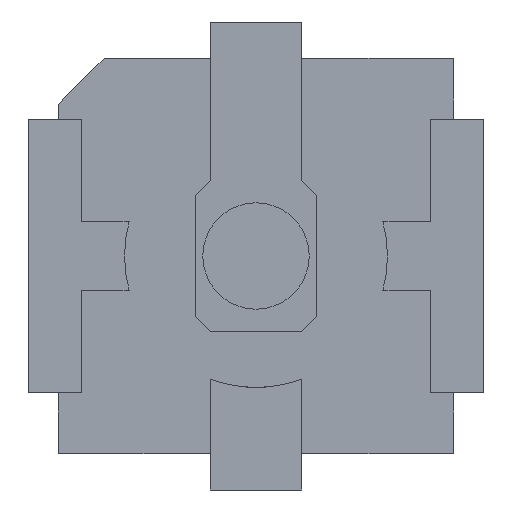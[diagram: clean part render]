
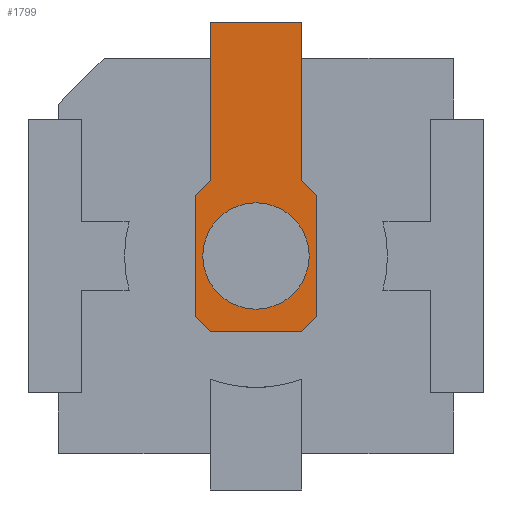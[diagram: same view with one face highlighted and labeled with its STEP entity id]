
A CAD part, front view. The second image highlights one B-rep face of the part: STEP entity #1799.
In plain terms, the highlighted planar face has unit normal (0, -1, 0).
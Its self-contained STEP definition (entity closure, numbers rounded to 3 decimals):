
#10 = VERTEX_POINT ( 'NONE', #1504 ) ;
#158 = VECTOR ( 'NONE', #2416, 1000. ) ;
#163 = EDGE_CURVE ( 'NONE', #3102, #2378, #1029, .T. ) ;
#170 = LINE ( 'NONE', #457, #1292 ) ;
#182 = CARTESIAN_POINT ( 'NONE',  ( -0.4, 0.01, -0.4 ) ) ;
#210 = CIRCLE ( 'NONE', #1776, 0.35 ) ;
#246 = LINE ( 'NONE', #1312, #277 ) ;
#250 = CARTESIAN_POINT ( 'NONE',  ( 0., 0.01, 0. ) ) ;
#251 = VERTEX_POINT ( 'NONE', #1264 ) ;
#277 = VECTOR ( 'NONE', #1076, 1000. ) ;
#356 = CARTESIAN_POINT ( 'NONE',  ( -0.3, 0.01, -0.5 ) ) ;
#385 = EDGE_CURVE ( 'NONE', #828, #1064, #896, .T. ) ;
#407 = EDGE_CURVE ( 'NONE', #1338, #631, #2437, .T. ) ;
#420 = DIRECTION ( 'NONE',  ( 0.707, 0., -0.707 ) ) ;
#457 = CARTESIAN_POINT ( 'NONE',  ( -0.4, 0.01, -0.5 ) ) ;
#465 = ORIENTED_EDGE ( 'NONE', *, *, #1587, .F. ) ;
#547 = VECTOR ( 'NONE', #3035, 1000. ) ;
#573 = DIRECTION ( 'NONE',  ( 0., 0., -1. ) ) ;
#577 = DIRECTION ( 'NONE',  ( 0., -1., 0. ) ) ;
#585 = VERTEX_POINT ( 'NONE', #2514 ) ;
#631 = VERTEX_POINT ( 'NONE', #1681 ) ;
#673 = FACE_BOUND ( 'NONE', #1604, .T. ) ;
#698 = DIRECTION ( 'NONE',  ( -0.707, 0., -0.707 ) ) ;
#716 = VECTOR ( 'NONE', #573, 1000. ) ;
#796 = DIRECTION ( 'NONE',  ( 0., 0., -1. ) ) ;
#828 = VERTEX_POINT ( 'NONE', #1907 ) ;
#839 = VECTOR ( 'NONE', #698, 1000. ) ;
#848 = EDGE_CURVE ( 'NONE', #2378, #3102, #210, .T. ) ;
#896 = LINE ( 'NONE', #356, #547 ) ;
#911 = PLANE ( 'NONE',  #1278 ) ;
#938 = CARTESIAN_POINT ( 'NONE',  ( 0.4, 0.01, -0.4 ) ) ;
#972 = CARTESIAN_POINT ( 'NONE',  ( 0., 0.01, 0.35 ) ) ;
#1008 = CARTESIAN_POINT ( 'NONE',  ( -0.3, 0.01, 0.5 ) ) ;
#1029 = CIRCLE ( 'NONE', #2167, 0.35 ) ;
#1053 = VECTOR ( 'NONE', #2199, 1000. ) ;
#1064 = VERTEX_POINT ( 'NONE', #182 ) ;
#1076 = DIRECTION ( 'NONE',  ( -1., 0., 0. ) ) ;
#1092 = ORIENTED_EDGE ( 'NONE', *, *, #2864, .F. ) ;
#1100 = EDGE_CURVE ( 'NONE', #3141, #1770, #1506, .T. ) ;
#1125 = LINE ( 'NONE', #938, #839 ) ;
#1199 = ORIENTED_EDGE ( 'NONE', *, *, #407, .F. ) ;
#1208 = DIRECTION ( 'NONE',  ( 0., 1., 0. ) ) ;
#1232 = VECTOR ( 'NONE', #796, 1000. ) ;
#1264 = CARTESIAN_POINT ( 'NONE',  ( 0.3, 0.01, -0.5 ) ) ;
#1278 = AXIS2_PLACEMENT_3D ( 'NONE', #1482, #1208, #1739 ) ;
#1292 = VECTOR ( 'NONE', #2886, 1000. ) ;
#1312 = CARTESIAN_POINT ( 'NONE',  ( -0.4, 0.01, -0.5 ) ) ;
#1324 = DIRECTION ( 'NONE',  ( 0., 0., 1. ) ) ;
#1338 = VERTEX_POINT ( 'NONE', #3312 ) ;
#1365 = ORIENTED_EDGE ( 'NONE', *, *, #1100, .F. ) ;
#1372 = CARTESIAN_POINT ( 'NONE',  ( 0.3, 0.01, -0.5 ) ) ;
#1482 = CARTESIAN_POINT ( 'NONE',  ( -0.4, 0.01, -0.5 ) ) ;
#1489 = ORIENTED_EDGE ( 'NONE', *, *, #385, .F. ) ;
#1504 = CARTESIAN_POINT ( 'NONE',  ( 0.4, 0.01, 0.4 ) ) ;
#1506 = LINE ( 'NONE', #3091, #2690 ) ;
#1516 = ORIENTED_EDGE ( 'NONE', *, *, #3368, .F. ) ;
#1554 = LINE ( 'NONE', #2636, #158 ) ;
#1587 = EDGE_CURVE ( 'NONE', #2683, #3141, #1554, .T. ) ;
#1589 = DIRECTION ( 'NONE',  ( 0., 0., 1. ) ) ;
#1604 = EDGE_LOOP ( 'NONE', ( #3415, #3285 ) ) ;
#1681 = CARTESIAN_POINT ( 'NONE',  ( 0.3, 0.01, 0.5 ) ) ;
#1699 = CARTESIAN_POINT ( 'NONE',  ( -0.4, 0.01, 1.54 ) ) ;
#1739 = DIRECTION ( 'NONE',  ( 0., 0., 1. ) ) ;
#1770 = VERTEX_POINT ( 'NONE', #3085 ) ;
#1776 = AXIS2_PLACEMENT_3D ( 'NONE', #2157, #577, #1324 ) ;
#1799 = ADVANCED_FACE ( 'NONE', ( #673, #3066 ), #911, .F. ) ;
#1907 = CARTESIAN_POINT ( 'NONE',  ( -0.3, 0.01, -0.5 ) ) ;
#1910 = VECTOR ( 'NONE', #420, 1000. ) ;
#1968 = LINE ( 'NONE', #1699, #1053 ) ;
#2087 = LINE ( 'NONE', #2282, #1910 ) ;
#2157 = CARTESIAN_POINT ( 'NONE',  ( 0., 0.01, 0. ) ) ;
#2167 = AXIS2_PLACEMENT_3D ( 'NONE', #250, #3170, #1589 ) ;
#2199 = DIRECTION ( 'NONE',  ( 1., 0., 0. ) ) ;
#2204 = ORIENTED_EDGE ( 'NONE', *, *, #2341, .F. ) ;
#2282 = CARTESIAN_POINT ( 'NONE',  ( 0.3, 0.01, 0.5 ) ) ;
#2341 = EDGE_CURVE ( 'NONE', #251, #828, #246, .T. ) ;
#2378 = VERTEX_POINT ( 'NONE', #2733 ) ;
#2416 = DIRECTION ( 'NONE',  ( 0.707, 0., 0.707 ) ) ;
#2437 = LINE ( 'NONE', #1372, #716 ) ;
#2459 = EDGE_LOOP ( 'NONE', ( #465, #3043, #1489, #2204, #1516, #1092, #3126, #1199, #2553, #1365 ) ) ;
#2514 = CARTESIAN_POINT ( 'NONE',  ( 0.4, 0.01, -0.4 ) ) ;
#2553 = ORIENTED_EDGE ( 'NONE', *, *, #2612, .F. ) ;
#2572 = CARTESIAN_POINT ( 'NONE',  ( -0.4, 0.01, 0.4 ) ) ;
#2612 = EDGE_CURVE ( 'NONE', #1770, #1338, #1968, .T. ) ;
#2622 = DIRECTION ( 'NONE',  ( 0., 0., 1. ) ) ;
#2636 = CARTESIAN_POINT ( 'NONE',  ( -0.4, 0.01, 0.4 ) ) ;
#2683 = VERTEX_POINT ( 'NONE', #2572 ) ;
#2690 = VECTOR ( 'NONE', #2622, 1000. ) ;
#2733 = CARTESIAN_POINT ( 'NONE',  ( 0., 0.01, -0.35 ) ) ;
#2864 = EDGE_CURVE ( 'NONE', #10, #585, #3211, .T. ) ;
#2886 = DIRECTION ( 'NONE',  ( 0., 0., 1. ) ) ;
#3035 = DIRECTION ( 'NONE',  ( -0.707, 0., 0.707 ) ) ;
#3043 = ORIENTED_EDGE ( 'NONE', *, *, #3454, .F. ) ;
#3066 = FACE_OUTER_BOUND ( 'NONE', #2459, .T. ) ;
#3085 = CARTESIAN_POINT ( 'NONE',  ( -0.3, 0.01, 1.54 ) ) ;
#3091 = CARTESIAN_POINT ( 'NONE',  ( -0.3, 0.01, -0.5 ) ) ;
#3102 = VERTEX_POINT ( 'NONE', #972 ) ;
#3126 = ORIENTED_EDGE ( 'NONE', *, *, #3437, .F. ) ;
#3141 = VERTEX_POINT ( 'NONE', #1008 ) ;
#3170 = DIRECTION ( 'NONE',  ( 0., -1., 0. ) ) ;
#3211 = LINE ( 'NONE', #3459, #1232 ) ;
#3285 = ORIENTED_EDGE ( 'NONE', *, *, #848, .F. ) ;
#3312 = CARTESIAN_POINT ( 'NONE',  ( 0.3, 0.01, 1.54 ) ) ;
#3368 = EDGE_CURVE ( 'NONE', #585, #251, #1125, .T. ) ;
#3415 = ORIENTED_EDGE ( 'NONE', *, *, #163, .F. ) ;
#3437 = EDGE_CURVE ( 'NONE', #631, #10, #2087, .T. ) ;
#3454 = EDGE_CURVE ( 'NONE', #1064, #2683, #170, .T. ) ;
#3459 = CARTESIAN_POINT ( 'NONE',  ( 0.4, 0.01, -0.5 ) ) ;
